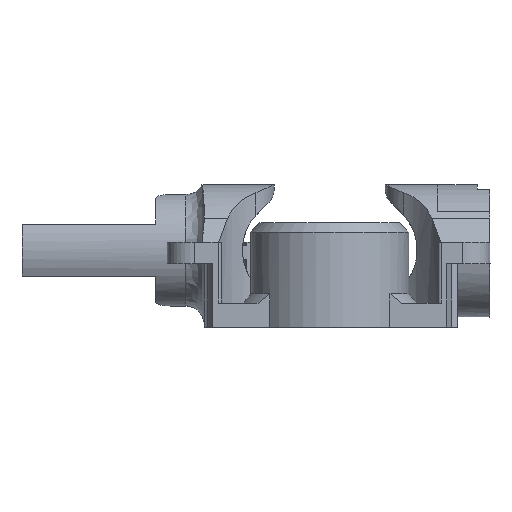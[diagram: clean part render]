
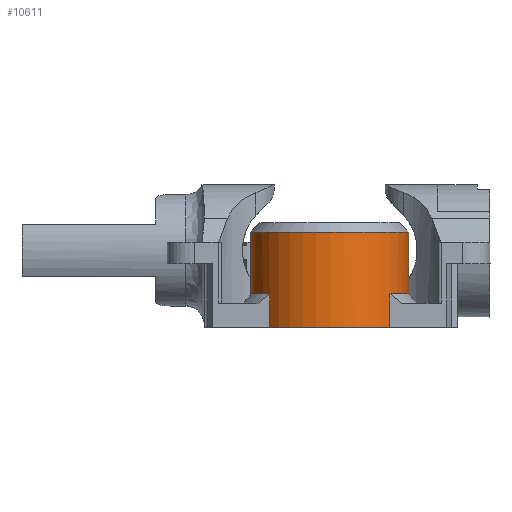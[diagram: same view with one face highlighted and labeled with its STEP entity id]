
A CAD part, left-side view. The second image highlights one B-rep face of the part: STEP entity #10611.
In plain terms, the highlighted cylindrical face has radius 13 mm (diameter 26 mm), a full revolution.
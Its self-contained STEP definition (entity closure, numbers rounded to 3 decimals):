
#248=CIRCLE('',#10862,13.);
#249=CIRCLE('',#10863,13.);
#279=CIRCLE('',#10907,13.);
#281=CIRCLE('',#10910,13.);
#282=CIRCLE('',#10911,13.);
#283=CIRCLE('',#10912,13.);
#428=CYLINDRICAL_SURFACE('',#10909,13.);
#918=FACE_OUTER_BOUND('',#1513,.T.);
#1513=EDGE_LOOP('',(#9014,#9015,#9016,#9017,#9018,#9019,#9020,#9021,#9022,
#9023,#9024,#9025));
#2188=LINE('',#21882,#2858);
#2189=LINE('',#21884,#2859);
#2190=LINE('',#21888,#2860);
#2191=LINE('',#21891,#2861);
#2192=LINE('',#21892,#2862);
#2858=VECTOR('',#12002,13.);
#2859=VECTOR('',#12003,10.);
#2860=VECTOR('',#12006,10.);
#2861=VECTOR('',#12009,10.);
#2862=VECTOR('',#12010,10.);
#4642=VERTEX_POINT('',#21762);
#4643=VERTEX_POINT('',#21764);
#4644=VERTEX_POINT('',#21766);
#4681=VERTEX_POINT('',#21863);
#4682=VERTEX_POINT('',#21867);
#4684=VERTEX_POINT('',#21880);
#4685=VERTEX_POINT('',#21883);
#4686=VERTEX_POINT('',#21885);
#4687=VERTEX_POINT('',#21887);
#4688=VERTEX_POINT('',#21889);
#6140=EDGE_CURVE('',#4643,#4642,#248,.T.);
#6141=EDGE_CURVE('',#4644,#4643,#249,.T.);
#6188=EDGE_CURVE('',#4681,#4682,#279,.T.);
#6191=EDGE_CURVE('',#4684,#4684,#281,.T.);
#6192=EDGE_CURVE('',#4684,#4643,#2188,.T.);
#6193=EDGE_CURVE('',#4685,#4642,#2189,.T.);
#6194=EDGE_CURVE('',#4686,#4685,#282,.T.);
#6195=EDGE_CURVE('',#4687,#4686,#2190,.T.);
#6196=EDGE_CURVE('',#4688,#4687,#283,.T.);
#6197=EDGE_CURVE('',#4688,#4682,#2191,.T.);
#6198=EDGE_CURVE('',#4644,#4681,#2192,.T.);
#9014=ORIENTED_EDGE('',*,*,#6191,.F.);
#9015=ORIENTED_EDGE('',*,*,#6192,.T.);
#9016=ORIENTED_EDGE('',*,*,#6140,.T.);
#9017=ORIENTED_EDGE('',*,*,#6193,.F.);
#9018=ORIENTED_EDGE('',*,*,#6194,.F.);
#9019=ORIENTED_EDGE('',*,*,#6195,.F.);
#9020=ORIENTED_EDGE('',*,*,#6196,.F.);
#9021=ORIENTED_EDGE('',*,*,#6197,.T.);
#9022=ORIENTED_EDGE('',*,*,#6188,.F.);
#9023=ORIENTED_EDGE('',*,*,#6198,.F.);
#9024=ORIENTED_EDGE('',*,*,#6141,.T.);
#9025=ORIENTED_EDGE('',*,*,#6192,.F.);
#10611=ADVANCED_FACE('',(#918),#428,.T.);
#10862=AXIS2_PLACEMENT_3D('',#21765,#11888,#11889);
#10863=AXIS2_PLACEMENT_3D('',#21767,#11890,#11891);
#10907=AXIS2_PLACEMENT_3D('',#21868,#11994,#11995);
#10909=AXIS2_PLACEMENT_3D('',#21879,#11998,#11999);
#10910=AXIS2_PLACEMENT_3D('',#21881,#12000,#12001);
#10911=AXIS2_PLACEMENT_3D('',#21886,#12004,#12005);
#10912=AXIS2_PLACEMENT_3D('',#21890,#12007,#12008);
#11888=DIRECTION('center_axis',(0.,0.,1.));
#11889=DIRECTION('ref_axis',(1.,0.,0.));
#11890=DIRECTION('center_axis',(0.,0.,1.));
#11891=DIRECTION('ref_axis',(1.,0.,0.));
#11994=DIRECTION('center_axis',(0.,0.,-1.));
#11995=DIRECTION('ref_axis',(-1.,0.,0.));
#11998=DIRECTION('center_axis',(0.,0.,1.));
#11999=DIRECTION('ref_axis',(1.,0.,0.));
#12000=DIRECTION('center_axis',(0.,0.,1.));
#12001=DIRECTION('ref_axis',(1.,0.,0.));
#12002=DIRECTION('',(0.,0.,-1.));
#12003=DIRECTION('',(0.,0.,-1.));
#12004=DIRECTION('center_axis',(0.,0.,-1.));
#12005=DIRECTION('ref_axis',(-1.,0.,0.));
#12006=DIRECTION('',(0.,0.,1.));
#12007=DIRECTION('center_axis',(0.,0.,-1.));
#12008=DIRECTION('ref_axis',(1.,0.,0.));
#12009=DIRECTION('',(0.,0.,1.));
#12010=DIRECTION('',(0.,0.,1.));
#21762=CARTESIAN_POINT('',(-29.9,-9.922,0.));
#21764=CARTESIAN_POINT('',(-34.5,0.,0.));
#21765=CARTESIAN_POINT('Origin',(-21.5,0.,0.));
#21766=CARTESIAN_POINT('',(-29.9,9.922,0.));
#21767=CARTESIAN_POINT('Origin',(-21.5,0.,0.));
#21863=CARTESIAN_POINT('',(-29.9,9.922,5.5));
#21867=CARTESIAN_POINT('',(-21.5,13.,5.5));
#21868=CARTESIAN_POINT('Origin',(-21.5,0.,5.5));
#21879=CARTESIAN_POINT('Origin',(-21.5,0.,0.));
#21880=CARTESIAN_POINT('',(-34.5,0.,15.7));
#21881=CARTESIAN_POINT('Origin',(-21.5,0.,15.7));
#21882=CARTESIAN_POINT('',(-34.5,0.,0.));
#21883=CARTESIAN_POINT('',(-29.9,-9.922,5.5));
#21884=CARTESIAN_POINT('',(-29.9,-9.922,0.));
#21885=CARTESIAN_POINT('',(-21.5,-13.,5.5));
#21886=CARTESIAN_POINT('Origin',(-21.5,0.,5.5));
#21887=CARTESIAN_POINT('',(-21.5,-13.,5.2));
#21888=CARTESIAN_POINT('',(-21.5,-13.,0.));
#21889=CARTESIAN_POINT('',(-21.5,13.,5.2));
#21890=CARTESIAN_POINT('Origin',(-21.5,0.,5.2));
#21891=CARTESIAN_POINT('',(-21.5,13.,0.));
#21892=CARTESIAN_POINT('',(-29.9,9.922,0.));
